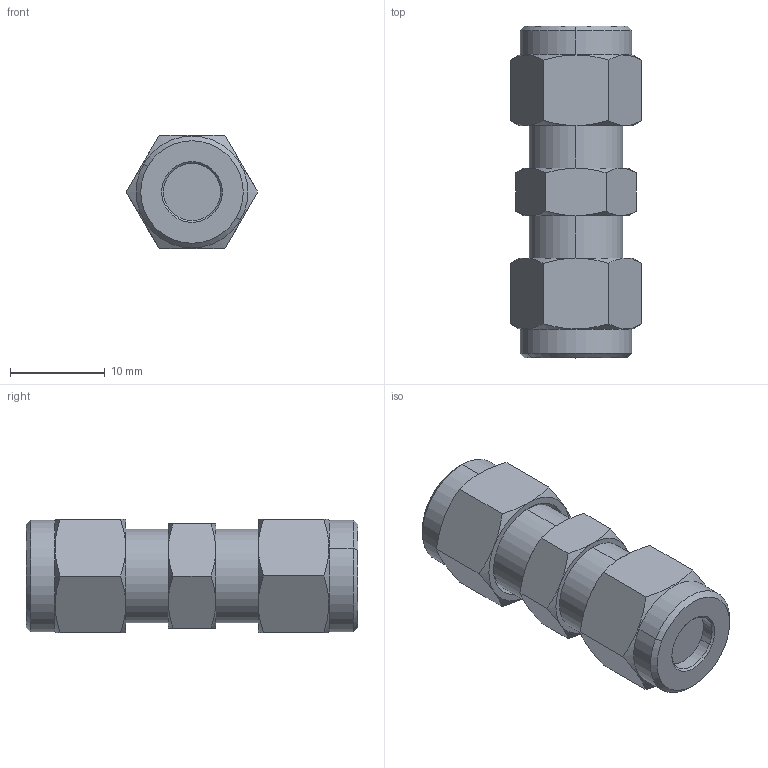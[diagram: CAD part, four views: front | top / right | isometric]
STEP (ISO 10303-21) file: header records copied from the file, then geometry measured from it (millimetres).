
FILE_DESCRIPTION (( 'STEP AP214' ), '1' );
FILE_NAME ('1046000002.step', '2013-02-25T17:15:07', ( '' ), ( '' ), 'SwSTEP 2.0', 'SolidWorks 2012', '' );
FILE_SCHEMA (( 'AUTOMOTIVE_DESIGN' ));
Length unit declared in the file: millimetre
Products named in the file (1): 1046000002
Bounding box: 13.86 x 35 x 12 mm (x, y, z)
Volume: 3633 mm3; surface area: 1741 mm2
Topology: 1 solids, 1 shells, 78 faces, 172 edges, 102 vertices
Faces by surface type: cone 40, plane 26, cylinder 12
Entity records: 2372 total; most frequent: CARTESIAN_POINT 705, ORIENTED_EDGE 344, DIRECTION 328, EDGE_CURVE 172, AXIS2_PLACEMENT_3D 141, VERTEX_POINT 102, EDGE_LOOP 84, ADVANCED_FACE 78
